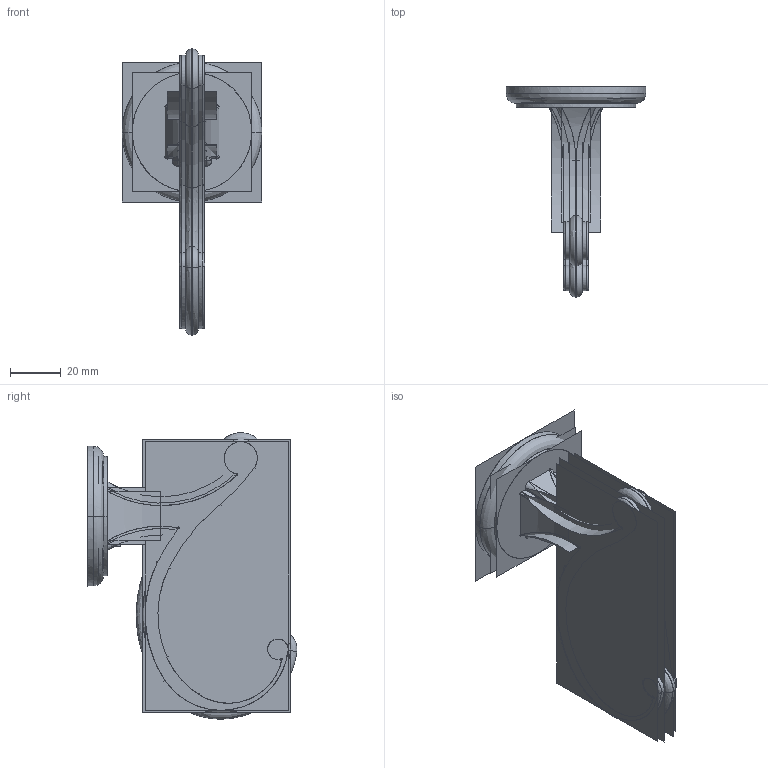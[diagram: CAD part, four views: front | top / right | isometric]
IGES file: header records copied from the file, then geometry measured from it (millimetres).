
Start section:  PTC IGES file: 2711.igs
Global section: file name: 2711.igs; native system: Pro/ENGINEER by Parametric Technology Corporation; preprocessor: 2009300; author: project; organization: Unknown; date: 20101004.123504; units: inch
Bounding box: 54.99 x 82.59 x 112.68 mm (x, y, z)
Surface area: 3350680.5 mm2 (no closed solid volume)
Topology: 0 solids, 0 shells, 498 faces, 3808 edges, 3804 vertices
Faces by surface type: bspline 498
